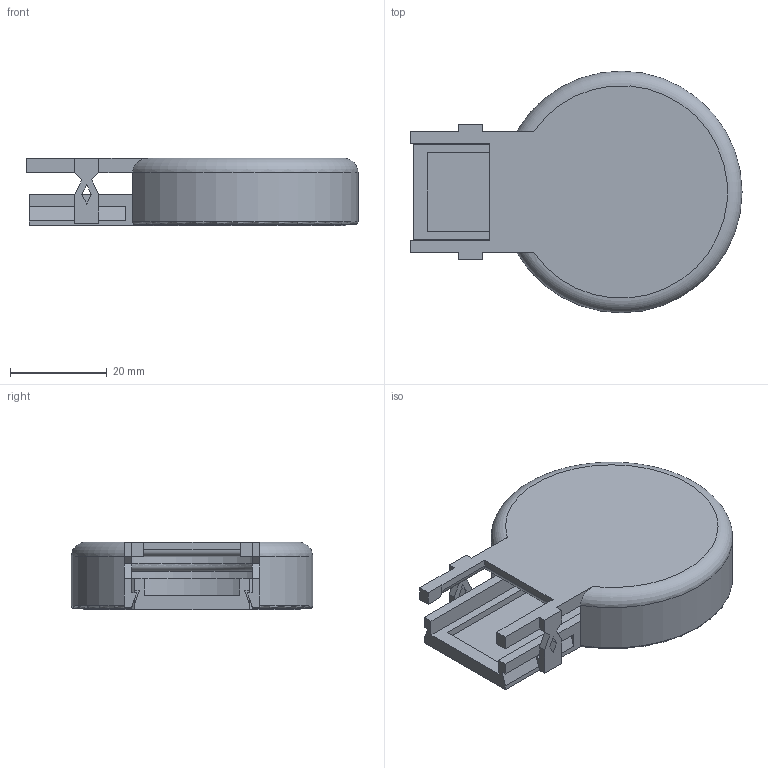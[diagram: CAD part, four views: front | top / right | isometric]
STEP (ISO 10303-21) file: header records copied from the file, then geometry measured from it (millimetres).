
FILE_DESCRIPTION(/* description */ (''),/* implementation_level */ '2;1');
FILE_NAME(/* name */ 'SPI_tag_case.step',/* time_stamp */ '2023-02-22T10:33:47+01:00',/* author */ (''),/* organization */ (''),/* preprocessor_version */ 'ST-DEVELOPER v19.2',/* originating_system */ 'Autodesk Translation Framework v11.17.0.187',/* authorisation */ '');
FILE_SCHEMA (('AUTOMOTIVE_DESIGN { 1 0 10303 214 3 1 1 }'));
Length unit declared in the file: millimetre
Products named in the file (1): SPI_tag
Bounding box: 68.71 x 50 x 14 mm (x, y, z)
Volume: 15504.9 mm3; surface area: 13868.2 mm2
Topology: 2 solids, 2 shells, 87 faces, 230 edges, 148 vertices
Faces by surface type: plane 71, cylinder 13, torus 3
Entity records: 2723 total; most frequent: CARTESIAN_POINT 520, ORIENTED_EDGE 460, DIRECTION 425, EDGE_CURVE 230, LINE 199, VECTOR 199, VERTEX_POINT 148, AXIS2_PLACEMENT_3D 113
